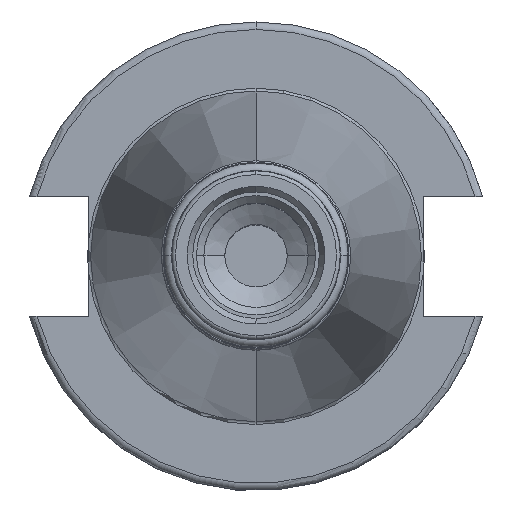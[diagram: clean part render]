
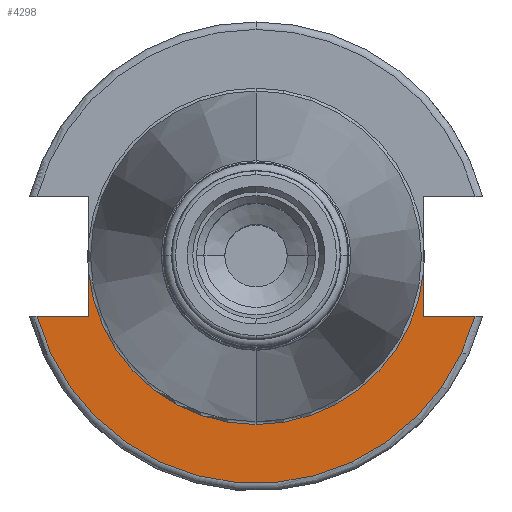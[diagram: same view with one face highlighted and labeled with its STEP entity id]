
A CAD part, top view. The second image highlights one B-rep face of the part: STEP entity #4298.
In plain terms, the highlighted planar face has unit normal (0, 0, 1).
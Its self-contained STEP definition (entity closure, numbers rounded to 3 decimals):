
#144 = DIRECTION ( 'NONE',  ( 0., 1., 0. ) ) ;
#145 = DIRECTION ( 'NONE',  ( 0., 0., -1. ) ) ;
#146 = CARTESIAN_POINT ( 'NONE',  ( 0., 0., 10. ) ) ;
#147 = AXIS2_PLACEMENT_3D ( 'NONE', #146, #145, #144 ) ;
#148 = CIRCLE ( 'NONE', #147, 22.6 ) ;
#253 = CARTESIAN_POINT ( 'NONE',  ( -22.5, -2.124, 10. ) ) ;
#645 = CARTESIAN_POINT ( 'NONE',  ( 0., -22.6, 10. ) ) ;
#1106 = CIRCLE ( 'NONE', #1261, 30.5 ) ;
#1258 = DIRECTION ( 'NONE',  ( 0., 1., 0. ) ) ;
#1259 = DIRECTION ( 'NONE',  ( 0., 0., -1. ) ) ;
#1260 = CARTESIAN_POINT ( 'NONE',  ( 0., 0., 10. ) ) ;
#1261 = AXIS2_PLACEMENT_3D ( 'NONE', #1260, #1259, #1258 ) ;
#1265 = DIRECTION ( 'NONE',  ( 0., -1., 0. ) ) ;
#1266 = DIRECTION ( 'NONE',  ( 0., 0., 1. ) ) ;
#1267 = CARTESIAN_POINT ( 'NONE',  ( 0., 30.5, 10. ) ) ;
#1268 = AXIS2_PLACEMENT_3D ( 'NONE', #1267, #1266, #1265 ) ;
#1269 = PLANE ( 'NONE',  #1268 ) ;
#1274 = FACE_OUTER_BOUND ( 'NONE', #4299, .T. ) ;
#1295 = CARTESIAN_POINT ( 'NONE',  ( -29.418, -8.05, 10. ) ) ;
#1305 = CARTESIAN_POINT ( 'NONE',  ( 22.5, -8.05, 10. ) ) ;
#1306 = CARTESIAN_POINT ( 'NONE',  ( 22.5, -2.124, 10. ) ) ;
#1307 = DIRECTION ( 'NONE',  ( 0., -1., 0. ) ) ;
#1308 = VECTOR ( 'NONE', #1307, 1000. ) ;
#1309 = CARTESIAN_POINT ( 'NONE',  ( 22.5, 30.5, 10. ) ) ;
#1310 = LINE ( 'NONE', #1309, #1308 ) ;
#1324 = DIRECTION ( 'NONE',  ( 1., 0., 0. ) ) ;
#1325 = VECTOR ( 'NONE', #1324, 1000. ) ;
#1326 = CARTESIAN_POINT ( 'NONE',  ( 22.5, -8.05, 10. ) ) ;
#1327 = LINE ( 'NONE', #1326, #1325 ) ;
#1356 = CARTESIAN_POINT ( 'NONE',  ( 29.418, -8.05, 10. ) ) ;
#1383 = CARTESIAN_POINT ( 'NONE',  ( -22.5, -8.05, 10. ) ) ;
#1391 = DIRECTION ( 'NONE',  ( 1., 0., 0. ) ) ;
#1392 = VECTOR ( 'NONE', #1391, 1000. ) ;
#1393 = CARTESIAN_POINT ( 'NONE',  ( -22.5, -8.05, 10. ) ) ;
#1394 = LINE ( 'NONE', #1393, #1392 ) ;
#1395 = DIRECTION ( 'NONE',  ( 0., 1., 0. ) ) ;
#1396 = VECTOR ( 'NONE', #1395, 1000. ) ;
#1397 = CARTESIAN_POINT ( 'NONE',  ( -22.5, -8.05, 10. ) ) ;
#1398 = LINE ( 'NONE', #1397, #1396 ) ;
#2663 = ORIENTED_EDGE ( 'NONE', *, *, #3613, .T. ) ;
#2707 = ORIENTED_EDGE ( 'NONE', *, *, #2736, .T. ) ;
#2736 = EDGE_CURVE ( 'NONE', #4268, #3839, #5001, .T. ) ;
#3613 = EDGE_CURVE ( 'NONE', #3839, #3737, #148, .T. ) ;
#3737 = VERTEX_POINT ( 'NONE', #253 ) ;
#3839 = VERTEX_POINT ( 'NONE', #645 ) ;
#4048 = EDGE_CURVE ( 'NONE', #4202, #4279, #1106, .T. ) ;
#4202 = VERTEX_POINT ( 'NONE', #1356 ) ;
#4237 = ORIENTED_EDGE ( 'NONE', *, *, #4266, .F. ) ;
#4240 = VERTEX_POINT ( 'NONE', #1383 ) ;
#4241 = ORIENTED_EDGE ( 'NONE', *, *, #4242, .F. ) ;
#4242 = EDGE_CURVE ( 'NONE', #4240, #3737, #1398, .T. ) ;
#4243 = ORIENTED_EDGE ( 'NONE', *, *, #4244, .F. ) ;
#4244 = EDGE_CURVE ( 'NONE', #4279, #4240, #1394, .T. ) ;
#4266 = EDGE_CURVE ( 'NONE', #4269, #4202, #1327, .T. ) ;
#4267 = EDGE_CURVE ( 'NONE', #4268, #4269, #1310, .T. ) ;
#4268 = VERTEX_POINT ( 'NONE', #1306 ) ;
#4269 = VERTEX_POINT ( 'NONE', #1305 ) ;
#4270 = ORIENTED_EDGE ( 'NONE', *, *, #4267, .F. ) ;
#4271 = ORIENTED_EDGE ( 'NONE', *, *, #4048, .F. ) ;
#4279 = VERTEX_POINT ( 'NONE', #1295 ) ;
#4298 = ADVANCED_FACE ( 'NONE', ( #1274 ), #1269, .T. ) ;
#4299 = EDGE_LOOP ( 'NONE', ( #4241, #4243, #4271, #4237, #4270, #2707, #2663 ) ) ;
#4999 = CARTESIAN_POINT ( 'NONE',  ( 0., 0., 10. ) ) ;
#5000 = AXIS2_PLACEMENT_3D ( 'NONE', #4999, #5007, #5006 ) ;
#5001 = CIRCLE ( 'NONE', #5000, 22.6 ) ;
#5006 = DIRECTION ( 'NONE',  ( 0., 1., 0. ) ) ;
#5007 = DIRECTION ( 'NONE',  ( 0., 0., -1. ) ) ;
